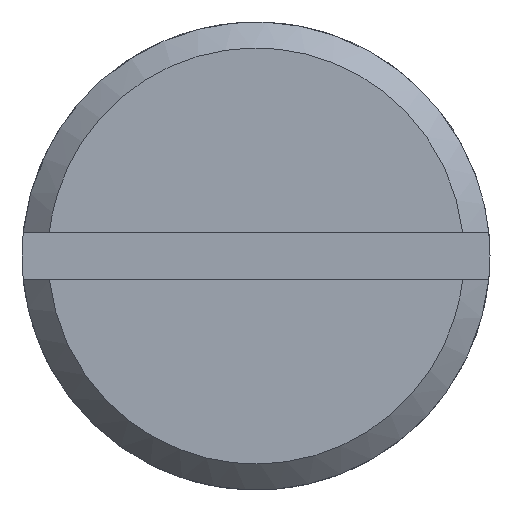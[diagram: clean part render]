
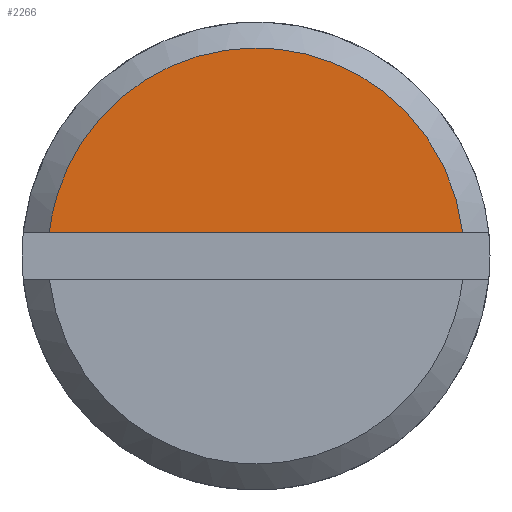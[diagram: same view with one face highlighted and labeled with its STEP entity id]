
A CAD part, front view. The second image highlights one B-rep face of the part: STEP entity #2266.
In plain terms, the highlighted free-form (B-spline) face has degree [1, 1] with [2, 2] control points.
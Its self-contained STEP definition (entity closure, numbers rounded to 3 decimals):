
#2021=CARTESIAN_POINT('',(-12.,-7.949,0.9));
#2022=VERTEX_POINT('',#2021);
#2030=CARTESIAN_POINT('',(-12.,7.949,0.9));
#2031=VERTEX_POINT('',#2030);
#2032=CARTESIAN_POINT('',(-12.,7.949,0.9));
#2033=CARTESIAN_POINT('',(-12.,-7.949,0.9));
#2034=QUASI_UNIFORM_CURVE('',1,(#2032,#2033),.UNSPECIFIED.,.F.,.U.);
#2035=EDGE_CURVE('',#2031,#2022,#2034,.T.);
#2199=CARTESIAN_POINT('',(-12.,-7.949,0.9));
#2200=CARTESIAN_POINT('',(-12.,-7.145,8.0));
#2201=CARTESIAN_POINT('',(-12.,0.0,8.0));
#2202=CARTESIAN_POINT('',(-12.,7.145,8.0));
#2203=CARTESIAN_POINT('',(-12.,7.949,0.9));
#2211=(BOUNDED_CURVE()B_SPLINE_CURVE(2,(#2199,#2200,#2201,#2202,#2203),.UNSPECIFIED.,.F.,.U.)B_SPLINE_CURVE_WITH_KNOTS((3,2,3),(0.0,0.5,1.0),.UNSPECIFIED.)CURVE()GEOMETRIC_REPRESENTATION_ITEM()RATIONAL_B_SPLINE_CURVE((1.0,0.746,1.0,0.746,1.0))REPRESENTATION_ITEM(''));
#2212=EDGE_CURVE('',#2022,#2031,#2211,.T.);
#2257=CARTESIAN_POINT('',(-12.,-8.743,0.545));
#2258=CARTESIAN_POINT('',(-12.,8.743,0.545));
#2259=CARTESIAN_POINT('',(-12.,-8.743,8.355));
#2260=CARTESIAN_POINT('',(-12.,8.743,8.355));
#2261=B_SPLINE_SURFACE_WITH_KNOTS('',1,1,((#2257,#2259),(#2258,#2260)),.UNSPECIFIED.,.F.,.F.,.U.,(2,2),(2,2),(0.0,17.487),(0.0,7.809),.UNSPECIFIED.);
#2262=ORIENTED_EDGE('',*,*,#2035,.T.);
#2263=ORIENTED_EDGE('',*,*,#2212,.T.);
#2264=EDGE_LOOP('',(#2262,#2263));
#2265=FACE_OUTER_BOUND('',#2264,.T.);
#2266=ADVANCED_FACE('',(#2265),#2261,.F.);
